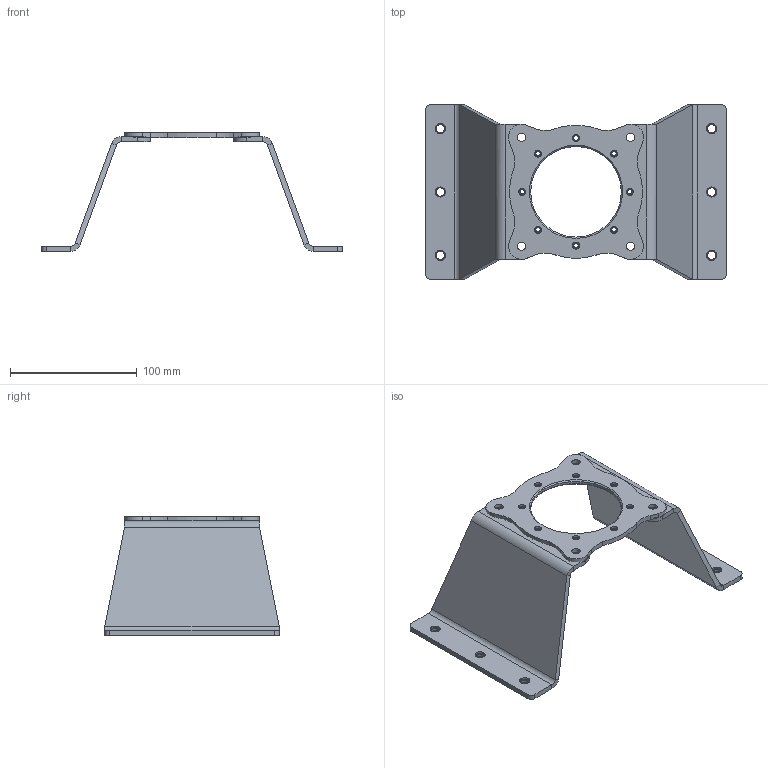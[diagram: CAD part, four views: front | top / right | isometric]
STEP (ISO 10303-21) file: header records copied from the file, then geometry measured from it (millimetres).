
FILE_DESCRIPTION(/* description */ (''),/* implementation_level */ '2;1');
FILE_NAME(/* name */ 'Assembly1 v8.step',/* time_stamp */ '2024-10-15T18:19:46+11:00',/* author */ (''),/* organization */ (''),/* preprocessor_version */ 'ST-DEVELOPER v20',/* originating_system */ 'Autodesk Translation Framework v13.20.0.188',/* authorisation */ '');
FILE_SCHEMA (('AUTOMOTIVE_DESIGN { 1 0 10303 214 3 1 1 }'));
Length unit declared in the file: millimetre
Products named in the file (3): Assembly1; Save2 v2 Copy; Save2 v2 Copy v5(Mirror)
Assembly tree (2 placements, depth 2):
  Assembly1
    Save2 v2 Copy
    Save2 v2 Copy v5(Mirror)
Bounding box: 237.59 x 137.85 x 93.73 mm (x, y, z)
Volume: 155789.1 mm3; surface area: 86312.4 mm2
Topology: 3 solids, 3 shells, 149 faces, 344 edges, 215 vertices
Faces by surface type: cylinder 71, plane 54, cone 20, bspline 4
Full cylindrical faces by diameter (mm): 3.5 x8, 5.5 x8, 6.6 x14, 8 x6, 71.5 x1
Entity records: 4511 total; most frequent: CARTESIAN_POINT 837, DIRECTION 799, ORIENTED_EDGE 688, EDGE_CURVE 344, AXIS2_PLACEMENT_3D 313, VERTEX_POINT 215, EDGE_LOOP 209, LINE 173
